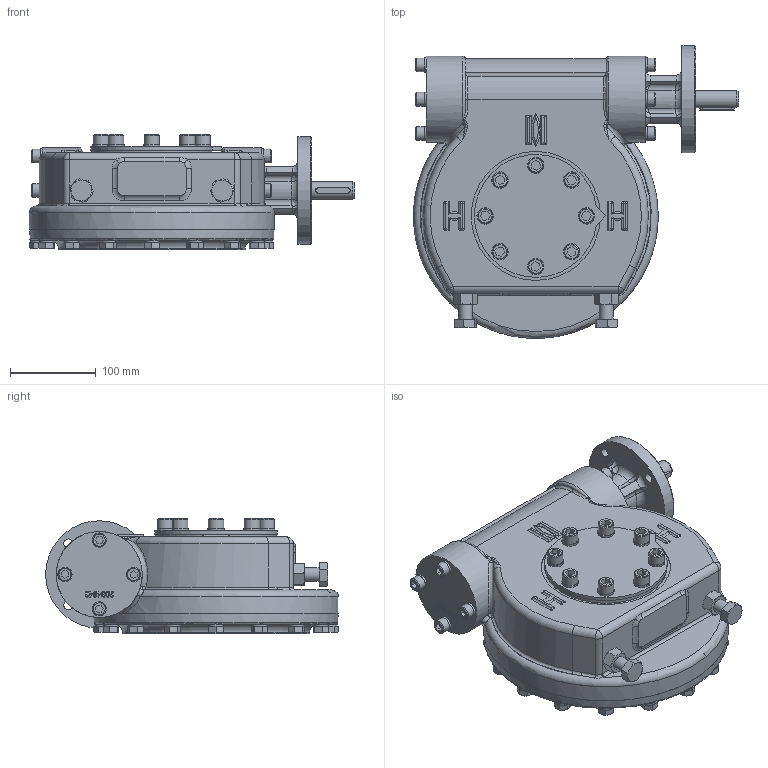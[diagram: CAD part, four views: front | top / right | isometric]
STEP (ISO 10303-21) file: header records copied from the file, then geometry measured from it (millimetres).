
FILE_DESCRIPTION(/* description */ ('Unknown'),/* implementation_level */ '2;1');
FILE_NAME(/* name */ 'PUB-IW56-N_SOLID_0-1',/* time_stamp */ '2019-11-12T14:12:44+00:00',/* author */ ('Unknown'),/* organization */ ('Unknown'),/* preprocessor_version */ 'ST-DEVELOPER v16.7',/* originating_system */ 'DEX',/* authorisation */ $);
FILE_SCHEMA (('AUTOMOTIVE_DESIGN {1 0 10303 214 3 1 1}'));
Length unit declared in the file: millimetre
Products named in the file (1): PUB-IW56-N_SOLID_0-1
Bounding box: 378.6 x 340.92 x 134.45 mm (x, y, z)
Volume: 7306469.5 mm3; surface area: 373921.1 mm2
Topology: 1 solids, 1 shells, 1224 faces, 2985 edges, 1865 vertices
Faces by surface type: plane 624, bspline 200, cylinder 176, cone 157, torus 63, sphere 4
Full cylindrical faces by diameter (mm): 0.5 x1, 10.5 x4, 13.835 x8, 16 x10, 16.6 x24, 18 x8, 19 x8, 20 x1, 25 x1, 25.325 x1, 70.1 x1, 100 x3, 125 x1, 140 x1, 150.25 x1
Entity records: 39732 total; most frequent: CARTESIAN_POINT 13487, ORIENTED_EDGE 5590, DIRECTION 4892, EDGE_CURVE 2795, AXIS2_PLACEMENT_3D 1903, VERTEX_POINT 1820, EDGE_LOOP 1479, FACE_BOUND 1479
